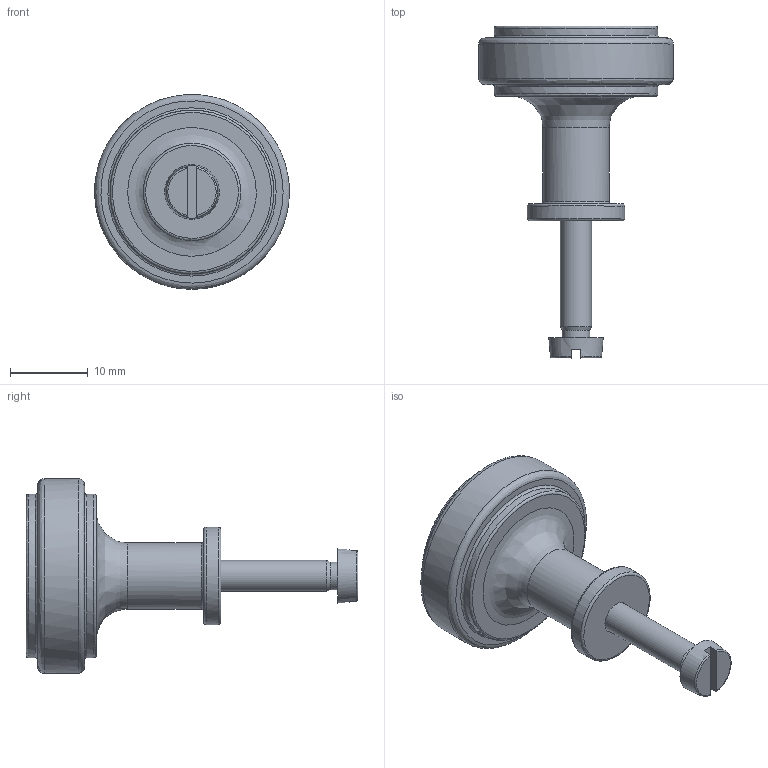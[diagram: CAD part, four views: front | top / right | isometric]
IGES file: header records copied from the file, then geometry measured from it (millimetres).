
Global section: file name: P799F-A; native system: Autodesk Inventor 2024; preprocessor: unknown; author: rclarke; date: 20250206.090141; units: millimetre
Bounding box: 25 x 42.6 x 24.98 mm (x, y, z)
Volume: 5461.7 mm3; surface area: 2896.4 mm2
Topology: 2 solids, 2 shells, 38 faces, 109 edges, 80 vertices
Faces by surface type: bspline 38
